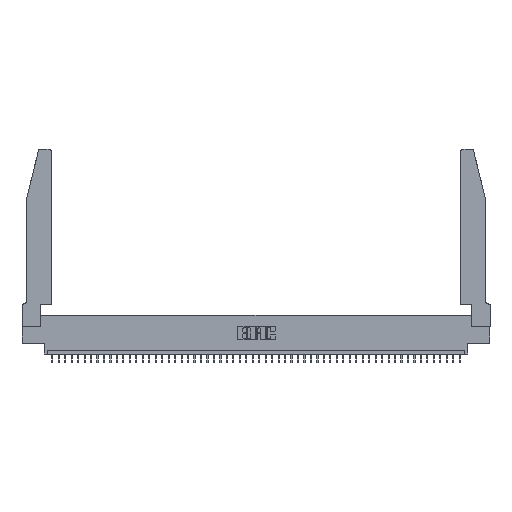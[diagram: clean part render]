
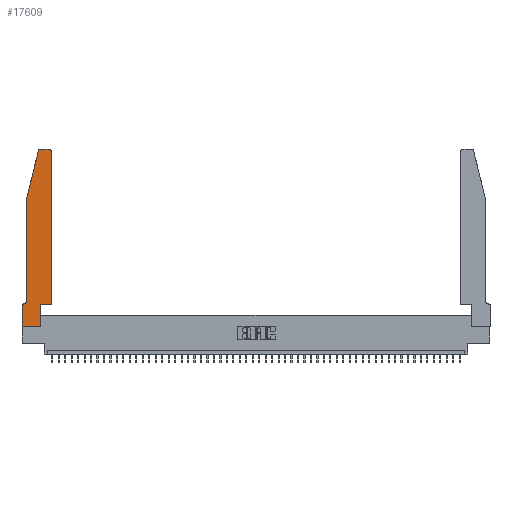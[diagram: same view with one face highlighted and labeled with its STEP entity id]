
A CAD part, top view. The second image highlights one B-rep face of the part: STEP entity #17609.
In plain terms, the highlighted planar face has unit normal (0, 0, 1).
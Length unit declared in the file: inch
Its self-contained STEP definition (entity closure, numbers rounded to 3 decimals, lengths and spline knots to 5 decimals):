
#1705 = LINE ( 'NONE', #9582, #39977 ) ;
#1967 = VERTEX_POINT ( 'NONE', #3672 ) ;
#2145 = DIRECTION ( 'NONE',  ( -1., 0., 0. ) ) ;
#2197 = CARTESIAN_POINT ( 'NONE',  ( 0.0055, 0.35, 0.37 ) ) ;
#2742 = AXIS2_PLACEMENT_3D ( 'NONE', #11173, #4305, #15249 ) ;
#2972 = VERTEX_POINT ( 'NONE', #37132 ) ;
#3672 = CARTESIAN_POINT ( 'NONE',  ( 0.4505, 0.35, 0.37 ) ) ;
#4149 = LINE ( 'NONE', #41674, #22013 ) ;
#4305 = DIRECTION ( 'NONE',  ( 0., 0., -1. ) ) ;
#6192 = CARTESIAN_POINT ( 'NONE',  ( 0.2605, 2.75, 0.37 ) ) ;
#6488 = ORIENTED_EDGE ( 'NONE', *, *, #49286, .T. ) ;
#6770 = AXIS2_PLACEMENT_3D ( 'NONE', #16710, #38745, #47640 ) ;
#7144 = CARTESIAN_POINT ( 'NONE',  ( 0.4505, 0.35, 0.37 ) ) ;
#7387 = VERTEX_POINT ( 'NONE', #25747 ) ;
#7952 = DIRECTION ( 'NONE',  ( 0., -1., 0. ) ) ;
#8071 = CARTESIAN_POINT ( 'NONE',  ( 0.4205, 2.75, 0.37 ) ) ;
#9052 = DIRECTION ( 'NONE',  ( 0., 1., 0. ) ) ;
#9390 = CARTESIAN_POINT ( 'NONE',  ( 0.0755, 2., 0.37 ) ) ;
#9582 = CARTESIAN_POINT ( 'NONE',  ( 0.0755, 0.35, 0.37 ) ) ;
#9832 = LINE ( 'NONE', #38113, #41241 ) ;
#10277 = CARTESIAN_POINT ( 'NONE',  ( 0.2865, 0.35, 0.37 ) ) ;
#11173 = CARTESIAN_POINT ( 'NONE',  ( 0.0055, 0.42, 0.37 ) ) ;
#13143 = ORIENTED_EDGE ( 'NONE', *, *, #38251, .T. ) ;
#13181 = VECTOR ( 'NONE', #37330, 39.37008 ) ;
#13185 = VECTOR ( 'NONE', #37149, 39.37008 ) ;
#13358 = CARTESIAN_POINT ( 'NONE',  ( 0.4505, 0.35, 0.37 ) ) ;
#14383 = DIRECTION ( 'NONE',  ( 1., 0., 0. ) ) ;
#15249 = DIRECTION ( 'NONE',  ( -1., 0., 0. ) ) ;
#16114 = EDGE_CURVE ( 'NONE', #45293, #2972, #33479, .T. ) ;
#16280 = EDGE_CURVE ( 'NONE', #26594, #7387, #1705, .T. ) ;
#16397 = ORIENTED_EDGE ( 'NONE', *, *, #48622, .T. ) ;
#16710 = CARTESIAN_POINT ( 'NONE',  ( 0.284, 2.72, 0.37 ) ) ;
#17148 = LINE ( 'NONE', #6192, #35417 ) ;
#17609 = ADVANCED_FACE ( 'NONE', ( #34368 ), #41998, .T. ) ;
#18206 = CARTESIAN_POINT ( 'NONE',  ( 0., 0.35, 0.37 ) ) ;
#18461 = ORIENTED_EDGE ( 'NONE', *, *, #26415, .T. ) ;
#18882 = ORIENTED_EDGE ( 'NONE', *, *, #35902, .T. ) ;
#18990 = EDGE_CURVE ( 'NONE', #20120, #34259, #42236, .T. ) ;
#19397 = EDGE_LOOP ( 'NONE', ( #6488, #28551, #23555, #50169, #36074, #29279, #18882, #16397, #32356, #13143, #18461, #26342 ) ) ;
#19665 = DIRECTION ( 'NONE',  ( 0., 0., 1. ) ) ;
#20120 = VERTEX_POINT ( 'NONE', #9390 ) ;
#20191 = CARTESIAN_POINT ( 'NONE',  ( 0.2865, 0.35, 0.37 ) ) ;
#21940 = LINE ( 'NONE', #10277, #13185 ) ;
#22013 = VECTOR ( 'NONE', #7952, 39.37008 ) ;
#22233 = DIRECTION ( 'NONE',  ( 0., 0., 1. ) ) ;
#23555 = ORIENTED_EDGE ( 'NONE', *, *, #24472, .T. ) ;
#24472 = EDGE_CURVE ( 'NONE', #2972, #20120, #9832, .T. ) ;
#25587 = CARTESIAN_POINT ( 'NONE',  ( 0.0755, 2., 0.37 ) ) ;
#25747 = CARTESIAN_POINT ( 'NONE',  ( 0., 0.35, 0.37 ) ) ;
#25860 = VERTEX_POINT ( 'NONE', #42245 ) ;
#25864 = CARTESIAN_POINT ( 'NONE',  ( 0., 0., 0.37 ) ) ;
#26342 = ORIENTED_EDGE ( 'NONE', *, *, #32538, .T. ) ;
#26415 = EDGE_CURVE ( 'NONE', #1967, #25860, #32612, .T. ) ;
#26594 = VERTEX_POINT ( 'NONE', #2197 ) ;
#26625 = CARTESIAN_POINT ( 'NONE',  ( 0.284, 2.75, 0.37 ) ) ;
#27748 = DIRECTION ( 'NONE',  ( 1., 0., 0. ) ) ;
#28176 = VERTEX_POINT ( 'NONE', #20191 ) ;
#28260 = CARTESIAN_POINT ( 'NONE',  ( 0.4205, 2.72, 0.37 ) ) ;
#28551 = ORIENTED_EDGE ( 'NONE', *, *, #16114, .T. ) ;
#29279 = ORIENTED_EDGE ( 'NONE', *, *, #16280, .T. ) ;
#29429 = VERTEX_POINT ( 'NONE', #8071 ) ;
#32068 = VECTOR ( 'NONE', #34110, 39.37008 ) ;
#32356 = ORIENTED_EDGE ( 'NONE', *, *, #37015, .T. ) ;
#32538 = EDGE_CURVE ( 'NONE', #25860, #29429, #48535, .T. ) ;
#32612 = LINE ( 'NONE', #13358, #36041 ) ;
#32878 = DIRECTION ( 'NONE',  ( -1., 0., 0. ) ) ;
#32931 = LINE ( 'NONE', #36993, #36139 ) ;
#33479 = CIRCLE ( 'NONE', #6770, 0.03 ) ;
#33928 = AXIS2_PLACEMENT_3D ( 'NONE', #28260, #19665, #27748 ) ;
#34110 = DIRECTION ( 'NONE',  ( 0., -1., 0. ) ) ;
#34259 = VERTEX_POINT ( 'NONE', #41730 ) ;
#34368 = FACE_OUTER_BOUND ( 'NONE', #19397, .T. ) ;
#34600 = CARTESIAN_POINT ( 'NONE',  ( 0.2865, 0., 0.37 ) ) ;
#35417 = VECTOR ( 'NONE', #2145, 39.37008 ) ;
#35902 = EDGE_CURVE ( 'NONE', #7387, #40019, #4149, .T. ) ;
#36041 = VECTOR ( 'NONE', #9052, 39.37008 ) ;
#36074 = ORIENTED_EDGE ( 'NONE', *, *, #45387, .T. ) ;
#36139 = VECTOR ( 'NONE', #45124, 39.37008 ) ;
#36993 = CARTESIAN_POINT ( 'NONE',  ( 0., 0., 0.37 ) ) ;
#37015 = EDGE_CURVE ( 'NONE', #45729, #28176, #21940, .T. ) ;
#37132 = CARTESIAN_POINT ( 'NONE',  ( 0.25487, 2.72718, 0.37 ) ) ;
#37149 = DIRECTION ( 'NONE',  ( 0., 1., 0. ) ) ;
#37330 = DIRECTION ( 'NONE',  ( 1., 0., 0. ) ) ;
#38113 = CARTESIAN_POINT ( 'NONE',  ( 0.0755, 2., 0.37 ) ) ;
#38251 = EDGE_CURVE ( 'NONE', #28176, #1967, #49270, .T. ) ;
#38745 = DIRECTION ( 'NONE',  ( 0., 0., 1. ) ) ;
#39977 = VECTOR ( 'NONE', #32878, 39.37008 ) ;
#40019 = VERTEX_POINT ( 'NONE', #25864 ) ;
#40755 = DIRECTION ( 'NONE',  ( -0.239, -0.971, 0. ) ) ;
#41241 = VECTOR ( 'NONE', #40755, 39.37008 ) ;
#41674 = CARTESIAN_POINT ( 'NONE',  ( 0., 0., 0.37 ) ) ;
#41730 = CARTESIAN_POINT ( 'NONE',  ( 0.0755, 0.42, 0.37 ) ) ;
#41998 = PLANE ( 'NONE',  #43317 ) ;
#42236 = LINE ( 'NONE', #25587, #32068 ) ;
#42245 = CARTESIAN_POINT ( 'NONE',  ( 0.4505, 2.72, 0.37 ) ) ;
#43317 = AXIS2_PLACEMENT_3D ( 'NONE', #18206, #22233, #14383 ) ;
#45124 = DIRECTION ( 'NONE',  ( 1., 0., 0. ) ) ;
#45293 = VERTEX_POINT ( 'NONE', #26625 ) ;
#45387 = EDGE_CURVE ( 'NONE', #34259, #26594, #49023, .T. ) ;
#45729 = VERTEX_POINT ( 'NONE', #34600 ) ;
#47640 = DIRECTION ( 'NONE',  ( 1., 0., 0. ) ) ;
#48535 = CIRCLE ( 'NONE', #33928, 0.03 ) ;
#48622 = EDGE_CURVE ( 'NONE', #40019, #45729, #32931, .T. ) ;
#49023 = CIRCLE ( 'NONE', #2742, 0.07 ) ;
#49270 = LINE ( 'NONE', #7144, #13181 ) ;
#49286 = EDGE_CURVE ( 'NONE', #29429, #45293, #17148, .T. ) ;
#50169 = ORIENTED_EDGE ( 'NONE', *, *, #18990, .T. ) ;
